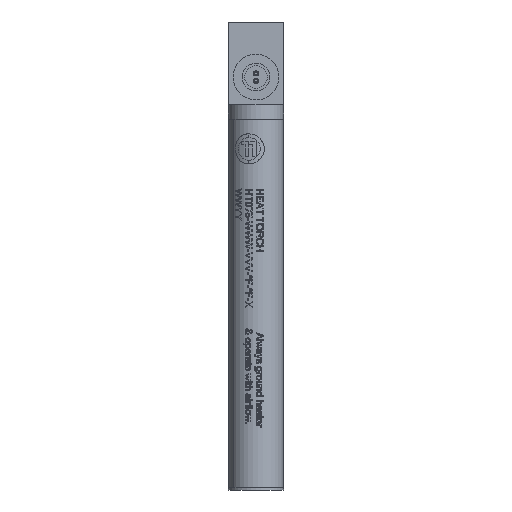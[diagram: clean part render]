
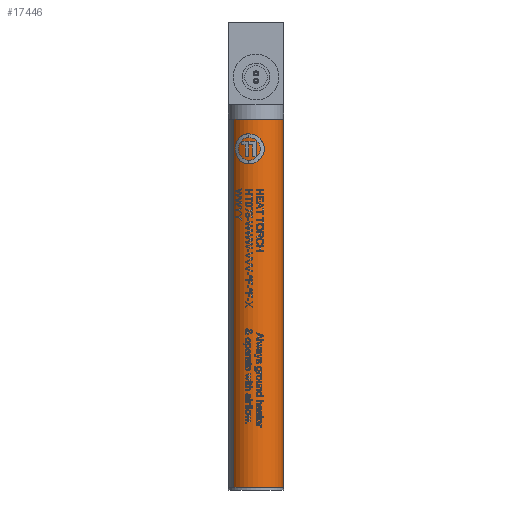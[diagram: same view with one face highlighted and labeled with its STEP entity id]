
A CAD part, front view. The second image highlights one B-rep face of the part: STEP entity #17446.
In plain terms, the highlighted cylindrical face has radius 9.525 mm (diameter 19.05 mm), a partial arc.
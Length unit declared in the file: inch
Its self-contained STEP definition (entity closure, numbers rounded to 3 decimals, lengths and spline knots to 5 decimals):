
#437 = AXIS2_PLACEMENT_3D ( 'NONE', #20715, #44844, #24297 ) ;
#2000 = AXIS2_PLACEMENT_3D ( 'NONE', #23272, #30328, #43856 ) ;
#3281 = ORIENTED_EDGE ( 'NONE', *, *, #34731, .F. ) ;
#3376 = EDGE_CURVE ( 'NONE', #14812, #18674, #23862, .T. ) ;
#5306 = CARTESIAN_POINT ( 'NONE',  ( 0.31208, 0.20792, -5.59 ) ) ;
#7858 = VERTEX_POINT ( 'NONE', #27558 ) ;
#8990 = DIRECTION ( 'NONE',  ( 0.832, 0.554, 0. ) ) ;
#9054 = DIRECTION ( 'NONE',  ( 0., 0., -1. ) ) ;
#9119 = CARTESIAN_POINT ( 'NONE',  ( 0., 0., -0.575 ) ) ;
#9751 = DIRECTION ( 'NONE',  ( 0., 0., 1. ) ) ;
#11314 = LINE ( 'NONE', #34335, #28024 ) ;
#11466 = EDGE_CURVE ( 'NONE', #12043, #14812, #34666, .T. ) ;
#12043 = VERTEX_POINT ( 'NONE', #5306 ) ;
#14358 = CARTESIAN_POINT ( 'NONE',  ( 0.31208, 0.20792, -5.59 ) ) ;
#14812 = VERTEX_POINT ( 'NONE', #33300 ) ;
#17446 = ADVANCED_FACE ( 'NONE', ( #23535 ), #35411, .T. ) ;
#18413 = CARTESIAN_POINT ( 'NONE',  ( -0.31208, -0.20792, -0.575 ) ) ;
#18674 = VERTEX_POINT ( 'NONE', #18413 ) ;
#20715 = CARTESIAN_POINT ( 'NONE',  ( 0., 0., -5.59 ) ) ;
#23272 = CARTESIAN_POINT ( 'NONE',  ( 0., 0., -5.59 ) ) ;
#23481 = EDGE_CURVE ( 'NONE', #7858, #12043, #24802, .T. ) ;
#23535 = FACE_OUTER_BOUND ( 'NONE', #36466, .T. ) ;
#23862 = CIRCLE ( 'NONE', #43747, 0.375 ) ;
#24297 = DIRECTION ( 'NONE',  ( 0.832, 0.554, 0. ) ) ;
#24371 = ORIENTED_EDGE ( 'NONE', *, *, #3376, .T. ) ;
#24802 = CIRCLE ( 'NONE', #437, 0.375 ) ;
#27558 = CARTESIAN_POINT ( 'NONE',  ( -0.31208, -0.20792, -5.59 ) ) ;
#28024 = VECTOR ( 'NONE', #9751, 39.37008 ) ;
#28817 = DIRECTION ( 'NONE',  ( 0., 0., 1. ) ) ;
#30328 = DIRECTION ( 'NONE',  ( 0., 0., 1. ) ) ;
#31468 = ORIENTED_EDGE ( 'NONE', *, *, #11466, .T. ) ;
#33300 = CARTESIAN_POINT ( 'NONE',  ( 0.31208, 0.20792, -0.575 ) ) ;
#34335 = CARTESIAN_POINT ( 'NONE',  ( -0.31208, -0.20792, -5.59 ) ) ;
#34666 = LINE ( 'NONE', #14358, #34703 ) ;
#34703 = VECTOR ( 'NONE', #28817, 39.37008 ) ;
#34731 = EDGE_CURVE ( 'NONE', #7858, #18674, #11314, .T. ) ;
#35411 = CYLINDRICAL_SURFACE ( 'NONE', #2000, 0.375 ) ;
#36466 = EDGE_LOOP ( 'NONE', ( #3281, #43073, #31468, #24371 ) ) ;
#43073 = ORIENTED_EDGE ( 'NONE', *, *, #23481, .T. ) ;
#43747 = AXIS2_PLACEMENT_3D ( 'NONE', #9119, #9054, #8990 ) ;
#43856 = DIRECTION ( 'NONE',  ( 0.832, 0.554, 0. ) ) ;
#44844 = DIRECTION ( 'NONE',  ( 0., 0., 1. ) ) ;
